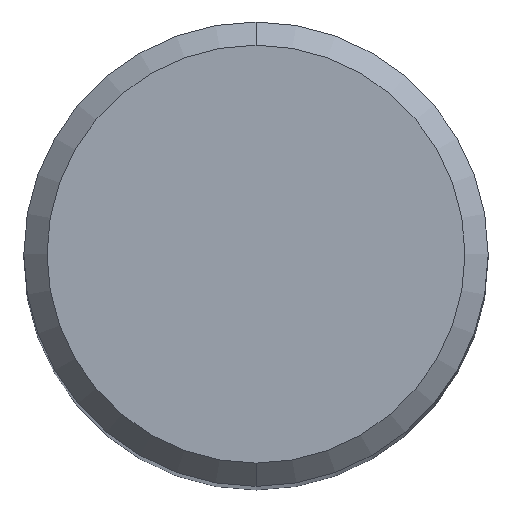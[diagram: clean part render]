
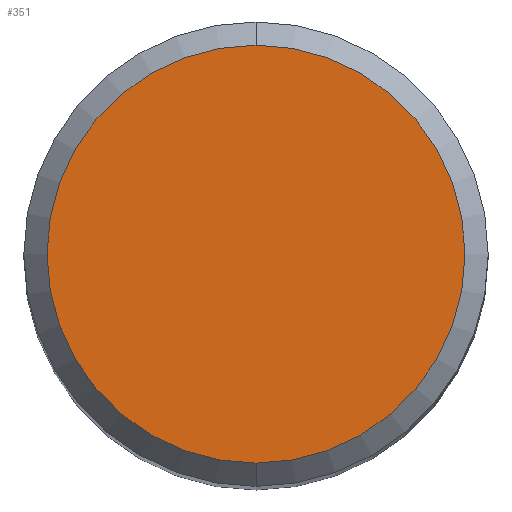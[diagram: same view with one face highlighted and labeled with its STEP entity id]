
A CAD part, top view. The second image highlights one B-rep face of the part: STEP entity #351.
In plain terms, the highlighted planar face has unit normal (0, 0, 1).
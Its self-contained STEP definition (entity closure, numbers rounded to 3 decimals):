
#241=EDGE_CURVE('',#413,#291,#592,.T.);
#291=VERTEX_POINT('',#644);
#351=ADVANCED_FACE('',(#711),#712,.T.);
#413=VERTEX_POINT('',#786);
#513=EDGE_CURVE('',#291,#413,#894,.T.);
#592=CIRCLE('',#995,3.6);
#644=CARTESIAN_POINT('',(0.,-3.6,36.0));
#711=FACE_OUTER_BOUND('',#1232,.T.);
#712=PLANE('',#1233);
#786=CARTESIAN_POINT('',(0.0,3.6,36.0));
#894=CIRCLE('',#1606,3.6);
#995=AXIS2_PLACEMENT_3D('',#1682,#1683,#1684);
#1232=EDGE_LOOP('',(#1797,#1798));
#1233=AXIS2_PLACEMENT_3D('',#1799,#1800,#1801);
#1606=AXIS2_PLACEMENT_3D('',#2025,#2026,#2027);
#1682=CARTESIAN_POINT('',(0.0,0.0,36.0));
#1683=DIRECTION('',(0.0,0.0,-1.0));
#1684=DIRECTION('',(0.0,1.0,0.0));
#1797=ORIENTED_EDGE('',*,*,#241,.F.);
#1798=ORIENTED_EDGE('',*,*,#513,.F.);
#1799=CARTESIAN_POINT('',(0.0,1.8,36.0));
#1800=DIRECTION('',(0.0,0.0,1.0));
#1801=DIRECTION('',(0.0,-1.0,0.0));
#2025=CARTESIAN_POINT('',(0.0,0.0,36.0));
#2026=DIRECTION('',(0.0,0.0,-1.0));
#2027=DIRECTION('',(0.0,1.0,0.0));
